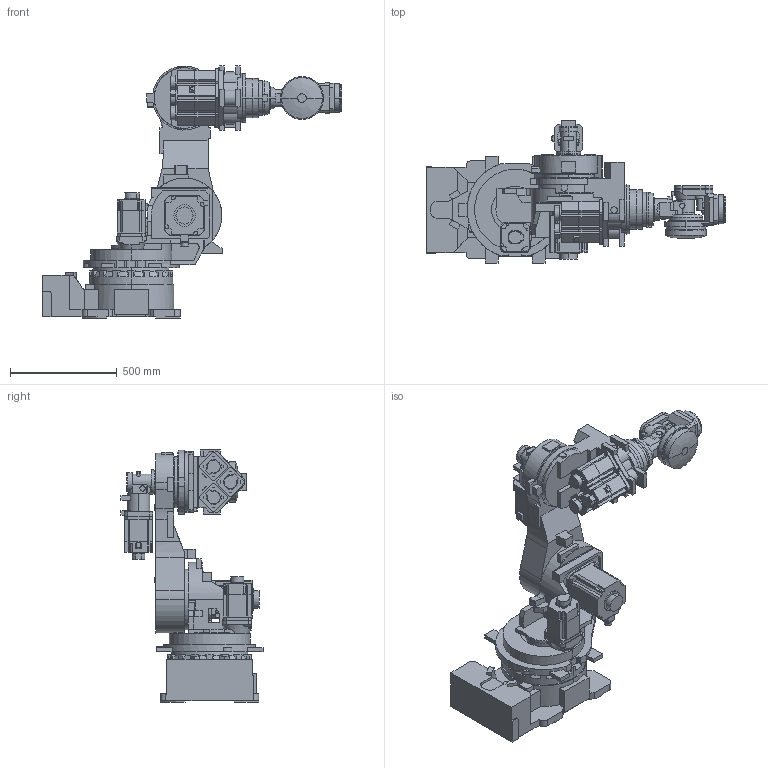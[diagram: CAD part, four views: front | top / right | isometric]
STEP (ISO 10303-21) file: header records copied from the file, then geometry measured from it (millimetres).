
FILE_DESCRIPTION (( 'STEP AP214' ), '1' );
FILE_NAME ('YS140D(駍).STEP', '2018-06-14T00:49:04', ( 'Windows 餌辨濠' ), ( 'HRDG' ), 'SwSTEP 2.0', 'SolidWorks 2017', '' );
FILE_SCHEMA (( 'AUTOMOTIVE_DESIGN' ));
Length unit declared in the file: millimetre
Products named in the file (30): YS140D(駍); YS140D_BASE Body; YS140D_S REDUCER; YS140D_BASE ASSY; YS140D_Lower Frame; YS140D_H REDUCER; YS140D_H MOTOR; YS140D_S MOTOR; YS140D_S1 ASSY; YS140D_UPPER FRAME; YS140D_GEAR BOX CASE; YS140D_GEAR BOX COVER; YS140D_V AXIS GEAR BOX ASSY; YS140D_A2 ASSY; YS140D_ARM FRMAE; YS140D_REDUCER FLANGE; YS140D_R2 REDUCER; YS140D_R2 R1 B MOTOR; YS140D_V REDUCER; YS140D_A1 ASSY; YS140D_WRIST BODY; YS140D_MAIN BRG SHAFT; YS140_WRIST R2 OUTPUT; YS140D_WRIST HOLDER; YS140D_R1 REDUCER; YS140D_COVER PLATE; YS140D_B REDUCER; YS140D_WRIST CAP; YS140D_GASKET; YS140_WRIST B OUTPUT
Assembly tree (32 placements, depth 4):
  YS140D(駍)
    YS140D_BASE ASSY
      YS140D_BASE Body
      YS140D_S REDUCER
    YS140D_S1 ASSY
      YS140D_Lower Frame
      YS140D_H REDUCER
      YS140D_H MOTOR
      YS140D_S MOTOR
    YS140D_A2 ASSY
      YS140D_UPPER FRAME
      YS140D_V AXIS GEAR BOX ASSY
        YS140D_S MOTOR
        YS140D_GEAR BOX CASE
        YS140D_GEAR BOX COVER
    YS140D_A1 ASSY
      YS140D_ARM FRMAE
      YS140D_REDUCER FLANGE
      YS140D_R2 REDUCER
      YS140D_R2 R1 B MOTOR  x3
      YS140D_V REDUCER
    YS140_WRIST R2 OUTPUT
      YS140D_WRIST BODY
      YS140D_MAIN BRG SHAFT
    YS140_WRIST B OUTPUT
      YS140D_WRIST HOLDER
      YS140D_R1 REDUCER
      YS140D_COVER PLATE
      YS140D_B REDUCER
      YS140D_WRIST CAP
      YS140D_GASKET
Bounding box: 1400 x 665 x 1180 mm (x, y, z)
Volume: 134293808.9 mm3; surface area: 6322784.3 mm2
Topology: 35 solids, 35 shells, 1588 faces, 4127 edges, 2717 vertices
Faces by surface type: plane 976, cylinder 528, cone 66, bspline 18
Entity records: 44530 total; most frequent: CARTESIAN_POINT 9596, DIRECTION 7221, ORIENTED_EDGE 6994, EDGE_CURVE 3497, AXIS2_PLACEMENT_3D 2529, VERTEX_POINT 2306, VECTOR 2163, LINE 2163
